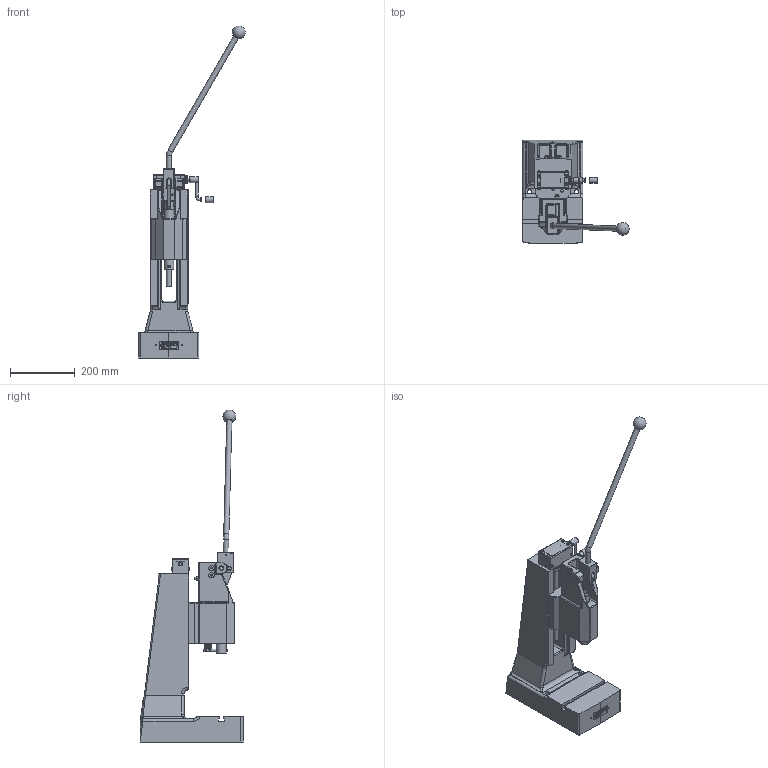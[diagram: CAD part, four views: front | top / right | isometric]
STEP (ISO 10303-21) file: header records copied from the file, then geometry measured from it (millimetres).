
FILE_DESCRIPTION(/* description */ ('APK T 4-30'),/* implementation_level */ '2;1');
FILE_NAME(/* name */ 'APK_T_4_030.stp',/* time_stamp */ '2019-07-22T09:13:29+02:00',/* author */ ('rfinsterle'),/* organization */ (''),/* preprocessor_version */ 'ST-DEVELOPER v17',/* originating_system */ 'Autodesk Inventor 2018',/* authorisation */ '');
FILE_SCHEMA (('AUTOMOTIVE_DESIGN { 1 0 10303 214 3 1 1 }'));
Products named in the file (5): ENG-000392_V; ENG-000341-1_V; ENG-000281_V; ENG-000035; ENG-000755
Assembly tree (5 placements, depth 2):
  ENG-000392_V
    ENG-000341-1_V
    ENG-000281_V
    ENG-000035
    ENG-000755  x2
Bounding box: 328.71 x 321.22 x 1027.53 mm (x, y, z)
Volume: 9041646.3 mm3; surface area: 953845.2 mm2
Topology: 8 solids, 31 shells, 6297 faces, 17308 edges, 11320 vertices
Faces by surface type: plane 3686, bspline 1734, cylinder 523, cone 195, sphere 87, torus 72
Full cylindrical faces by diameter (mm): 1.2 x4, 3 x6, 3.15 x1, 3.242 x5, 3.3 x2, 3.65 x4, 4 x7, 4.134 x1, 4.5 x4, 4.917 x6, 5 x3, 5.5 x2, 6 x6, 6.2 x4, 6.5 x2, 6.647 x8, 8 x13, 8.376 x1, 8.5 x1, 10 x9, 10.02 x1, 10.106 x7, 10.2 x1, 10.5 x4, 11 x2, 11.98 x4, 12 x6, 12.03 x2, 13 x8, 13.5 x4
Entity records: 232441 total; most frequent: CARTESIAN_POINT 77306, ORIENTED_EDGE 34354, DIRECTION 24453, EDGE_CURVE 17177, LINE 11681, VECTOR 11681, VERTEX_POINT 11306, EDGE_LOOP 6759
